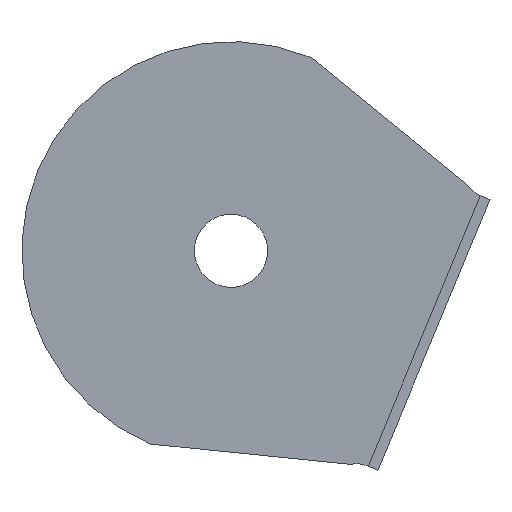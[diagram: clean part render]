
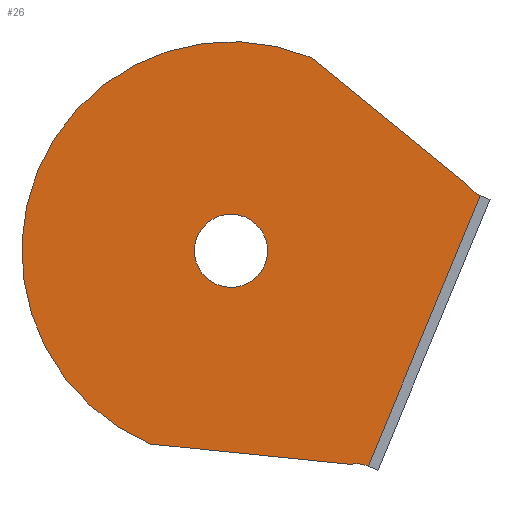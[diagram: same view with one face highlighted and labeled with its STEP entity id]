
A CAD part, left-side view. The second image highlights one B-rep face of the part: STEP entity #26.
In plain terms, the highlighted planar face has unit normal (-1, 0, 0).
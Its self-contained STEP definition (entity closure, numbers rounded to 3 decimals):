
#26=ADVANCED_FACE('',(#56,#41),#145,.T.);
#41=FACE_OUTER_BOUND('',#60,.F.);
#56=FACE_BOUND('',#59,.F.);
#59=EDGE_LOOP('',(#83,#84));
#60=EDGE_LOOP('',(#85,#86,#87,#88,#89,#90,#91));
#83=ORIENTED_EDGE('',*,*,#182,.T.);
#84=ORIENTED_EDGE('',*,*,#181,.T.);
#85=ORIENTED_EDGE('',*,*,#180,.F.);
#86=ORIENTED_EDGE('',*,*,#177,.T.);
#87=ORIENTED_EDGE('',*,*,#191,.T.);
#88=ORIENTED_EDGE('',*,*,#185,.F.);
#89=ORIENTED_EDGE('',*,*,#187,.F.);
#90=ORIENTED_EDGE('',*,*,#189,.T.);
#91=ORIENTED_EDGE('',*,*,#174,.T.);
#145=PLANE('',#318);
#161=CIRCLE('',#305,1.5);
#163=CIRCLE('',#307,1.5);
#165=CIRCLE('',#309,1.75);
#166=CIRCLE('',#310,1.75);
#169=CIRCLE('',#313,10.);
#171=CIRCLE('',#315,10.);
#174=EDGE_CURVE('',#274,#273,#161,.T.);
#177=EDGE_CURVE('',#269,#270,#163,.T.);
#180=EDGE_CURVE('',#269,#273,#211,.T.);
#181=EDGE_CURVE('',#267,#266,#165,.T.);
#182=EDGE_CURVE('',#266,#267,#166,.T.);
#185=EDGE_CURVE('',#263,#262,#169,.T.);
#187=EDGE_CURVE('',#259,#263,#171,.T.);
#189=EDGE_CURVE('',#259,#274,#212,.T.);
#191=EDGE_CURVE('',#270,#262,#214,.T.);
#211=LINE('',#450,#234);
#212=LINE('',#459,#235);
#214=LINE('',#461,#237);
#234=VECTOR('',#349,14.);
#235=VECTOR('',#366,9.578);
#237=VECTOR('',#368,9.578);
#259=VERTEX_POINT('',#426);
#262=VERTEX_POINT('',#429);
#263=VERTEX_POINT('',#430);
#266=VERTEX_POINT('',#433);
#267=VERTEX_POINT('',#434);
#269=VERTEX_POINT('',#436);
#270=VERTEX_POINT('',#437);
#273=VERTEX_POINT('',#440);
#274=VERTEX_POINT('',#441);
#305=AXIS2_PLACEMENT_3D('',#444,#339,#340);
#307=AXIS2_PLACEMENT_3D('',#447,#344,#345);
#309=AXIS2_PLACEMENT_3D('',#451,#350,#351);
#310=AXIS2_PLACEMENT_3D('',#452,#352,#353);
#313=AXIS2_PLACEMENT_3D('',#455,#358,#359);
#315=AXIS2_PLACEMENT_3D('',#457,#362,#363);
#318=AXIS2_PLACEMENT_3D('',#479,#387,#388);
#339=DIRECTION('',(-1.,0.,0.));
#340=DIRECTION('',(0.,0.828,-0.561));
#344=DIRECTION('',(-1.,0.,0.));
#345=DIRECTION('',(0.,-0.383,0.924));
#349=DIRECTION('',(0.,-0.383,0.924));
#350=DIRECTION('',(-1.,0.,0.));
#351=DIRECTION('',(0.,0.924,0.383));
#352=DIRECTION('',(-1.,0.,0.));
#353=DIRECTION('',(0.,-0.924,-0.383));
#358=DIRECTION('',(-1.,0.,0.));
#359=DIRECTION('',(0.,0.924,0.383));
#362=DIRECTION('',(-1.,0.,0.));
#363=DIRECTION('',(0.,-0.383,0.924));
#366=DIRECTION('',(0.,-0.775,-0.632));
#368=DIRECTION('',(0.,0.995,0.101));
#387=DIRECTION('',(-1.,0.,0.));
#388=DIRECTION('',(0.,-0.383,0.924));
#426=CARTESIAN_POINT('',(210.558,-52.453,120.474));
#429=CARTESIAN_POINT('',(210.558,-44.8,101.996));
#430=CARTESIAN_POINT('',(210.558,-39.388,115.062));
#433=CARTESIAN_POINT('',(210.558,-50.243,110.565));
#434=CARTESIAN_POINT('',(210.558,-47.01,111.905));
#436=CARTESIAN_POINT('',(210.558,-55.186,100.941));
#437=CARTESIAN_POINT('',(210.558,-54.329,101.028));
#440=CARTESIAN_POINT('',(210.558,-60.544,113.875));
#441=CARTESIAN_POINT('',(210.558,-59.876,114.42));
#444=CARTESIAN_POINT('',(210.558,-61.118,115.261));
#447=CARTESIAN_POINT('',(210.558,-54.612,99.555));
#450=CARTESIAN_POINT('',(210.558,-55.186,100.941));
#451=CARTESIAN_POINT('',(210.558,-48.626,111.235));
#452=CARTESIAN_POINT('',(210.558,-48.626,111.235));
#455=CARTESIAN_POINT('',(210.558,-48.626,111.235));
#457=CARTESIAN_POINT('',(210.558,-48.626,111.235));
#459=CARTESIAN_POINT('',(210.558,-52.453,120.474));
#461=CARTESIAN_POINT('',(210.558,-54.329,101.028));
#479=CARTESIAN_POINT('',(210.558,-54.147,97.908));
